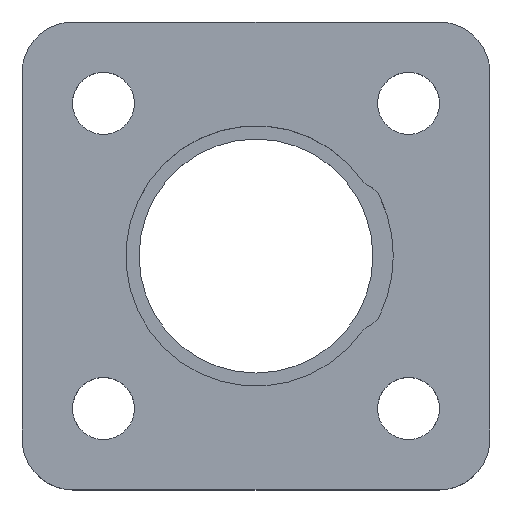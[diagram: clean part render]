
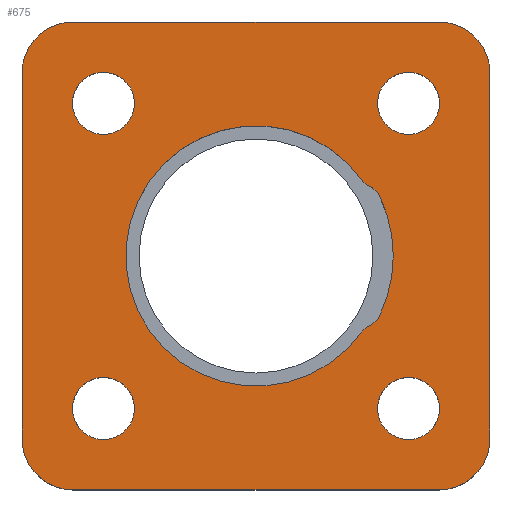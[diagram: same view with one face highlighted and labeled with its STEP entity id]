
A CAD part, top view. The second image highlights one B-rep face of the part: STEP entity #675.
In plain terms, the highlighted planar face has unit normal (0, 0, 1).
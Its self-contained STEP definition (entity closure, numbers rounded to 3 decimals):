
#17=PLANE('',#736);
#25=FACE_BOUND('',#95,.T.);
#26=FACE_BOUND('',#96,.T.);
#27=FACE_BOUND('',#97,.T.);
#28=FACE_BOUND('',#98,.T.);
#29=FACE_BOUND('',#99,.T.);
#62=FACE_OUTER_BOUND('',#94,.T.);
#94=EDGE_LOOP('',(#466,#467,#468,#469,#470,#471,#472,#473));
#95=EDGE_LOOP('',(#474,#475,#476,#477,#478,#479));
#96=EDGE_LOOP('',(#480,#481));
#97=EDGE_LOOP('',(#482,#483));
#98=EDGE_LOOP('',(#484,#485));
#99=EDGE_LOOP('',(#486,#487));
#146=LINE('',#1087,#184);
#147=LINE('',#1091,#185);
#148=LINE('',#1095,#186);
#149=LINE('',#1098,#187);
#184=VECTOR('',#846,10.);
#185=VECTOR('',#849,10.);
#186=VECTOR('',#852,10.);
#187=VECTOR('',#855,10.);
#216=CIRCLE('',#722,2.);
#219=CIRCLE('',#726,12.8);
#220=CIRCLE('',#728,2.);
#222=CIRCLE('',#731,13.5);
#224=CIRCLE('',#734,2.);
#226=CIRCLE('',#737,5.);
#227=CIRCLE('',#738,5.);
#228=CIRCLE('',#739,5.);
#229=CIRCLE('',#740,5.);
#230=CIRCLE('',#741,2.);
#231=CIRCLE('',#742,3.05);
#232=CIRCLE('',#743,3.05);
#233=CIRCLE('',#744,3.05);
#234=CIRCLE('',#745,3.05);
#235=CIRCLE('',#746,3.05);
#236=CIRCLE('',#747,3.05);
#237=CIRCLE('',#748,3.05);
#238=CIRCLE('',#749,3.05);
#268=VERTEX_POINT('',#1012);
#269=VERTEX_POINT('',#1013);
#273=VERTEX_POINT('',#1023);
#276=VERTEX_POINT('',#1065);
#278=VERTEX_POINT('',#1071);
#280=VERTEX_POINT('',#1077);
#282=VERTEX_POINT('',#1083);
#283=VERTEX_POINT('',#1084);
#284=VERTEX_POINT('',#1086);
#285=VERTEX_POINT('',#1088);
#286=VERTEX_POINT('',#1090);
#287=VERTEX_POINT('',#1092);
#288=VERTEX_POINT('',#1094);
#289=VERTEX_POINT('',#1096);
#290=VERTEX_POINT('',#1100);
#291=VERTEX_POINT('',#1101);
#292=VERTEX_POINT('',#1104);
#293=VERTEX_POINT('',#1105);
#294=VERTEX_POINT('',#1108);
#295=VERTEX_POINT('',#1109);
#296=VERTEX_POINT('',#1112);
#297=VERTEX_POINT('',#1113);
#342=EDGE_CURVE('',#268,#269,#216,.T.);
#348=EDGE_CURVE('',#268,#273,#219,.T.);
#351=EDGE_CURVE('',#276,#269,#220,.F.);
#354=EDGE_CURVE('',#278,#276,#222,.T.);
#357=EDGE_CURVE('',#280,#273,#224,.T.);
#360=EDGE_CURVE('',#282,#283,#226,.T.);
#361=EDGE_CURVE('',#282,#284,#146,.T.);
#362=EDGE_CURVE('',#285,#284,#227,.T.);
#363=EDGE_CURVE('',#285,#286,#147,.T.);
#364=EDGE_CURVE('',#287,#286,#228,.T.);
#365=EDGE_CURVE('',#287,#288,#148,.T.);
#366=EDGE_CURVE('',#289,#288,#229,.T.);
#367=EDGE_CURVE('',#289,#283,#149,.T.);
#368=EDGE_CURVE('',#280,#278,#230,.F.);
#369=EDGE_CURVE('',#290,#291,#231,.T.);
#370=EDGE_CURVE('',#291,#290,#232,.T.);
#371=EDGE_CURVE('',#292,#293,#233,.T.);
#372=EDGE_CURVE('',#293,#292,#234,.T.);
#373=EDGE_CURVE('',#294,#295,#235,.T.);
#374=EDGE_CURVE('',#295,#294,#236,.T.);
#375=EDGE_CURVE('',#296,#297,#237,.T.);
#376=EDGE_CURVE('',#297,#296,#238,.T.);
#466=ORIENTED_EDGE('',*,*,#360,.F.);
#467=ORIENTED_EDGE('',*,*,#361,.T.);
#468=ORIENTED_EDGE('',*,*,#362,.F.);
#469=ORIENTED_EDGE('',*,*,#363,.T.);
#470=ORIENTED_EDGE('',*,*,#364,.F.);
#471=ORIENTED_EDGE('',*,*,#365,.T.);
#472=ORIENTED_EDGE('',*,*,#366,.F.);
#473=ORIENTED_EDGE('',*,*,#367,.T.);
#474=ORIENTED_EDGE('',*,*,#342,.F.);
#475=ORIENTED_EDGE('',*,*,#348,.T.);
#476=ORIENTED_EDGE('',*,*,#357,.F.);
#477=ORIENTED_EDGE('',*,*,#368,.T.);
#478=ORIENTED_EDGE('',*,*,#354,.T.);
#479=ORIENTED_EDGE('',*,*,#351,.T.);
#480=ORIENTED_EDGE('',*,*,#369,.T.);
#481=ORIENTED_EDGE('',*,*,#370,.T.);
#482=ORIENTED_EDGE('',*,*,#371,.T.);
#483=ORIENTED_EDGE('',*,*,#372,.T.);
#484=ORIENTED_EDGE('',*,*,#373,.T.);
#485=ORIENTED_EDGE('',*,*,#374,.T.);
#486=ORIENTED_EDGE('',*,*,#375,.T.);
#487=ORIENTED_EDGE('',*,*,#376,.T.);
#675=ADVANCED_FACE('',(#62,#25,#26,#27,#28,#29),#17,.T.);
#722=AXIS2_PLACEMENT_3D('',#1014,#808,#809);
#726=AXIS2_PLACEMENT_3D('',#1025,#819,#820);
#728=AXIS2_PLACEMENT_3D('',#1066,#823,#824);
#731=AXIS2_PLACEMENT_3D('',#1072,#830,#831);
#734=AXIS2_PLACEMENT_3D('',#1078,#837,#838);
#736=AXIS2_PLACEMENT_3D('',#1082,#842,#843);
#737=AXIS2_PLACEMENT_3D('',#1085,#844,#845);
#738=AXIS2_PLACEMENT_3D('',#1089,#847,#848);
#739=AXIS2_PLACEMENT_3D('',#1093,#850,#851);
#740=AXIS2_PLACEMENT_3D('',#1097,#853,#854);
#741=AXIS2_PLACEMENT_3D('',#1099,#856,#857);
#742=AXIS2_PLACEMENT_3D('',#1102,#858,#859);
#743=AXIS2_PLACEMENT_3D('',#1103,#860,#861);
#744=AXIS2_PLACEMENT_3D('',#1106,#862,#863);
#745=AXIS2_PLACEMENT_3D('',#1107,#864,#865);
#746=AXIS2_PLACEMENT_3D('',#1110,#866,#867);
#747=AXIS2_PLACEMENT_3D('',#1111,#868,#869);
#748=AXIS2_PLACEMENT_3D('',#1114,#870,#871);
#749=AXIS2_PLACEMENT_3D('',#1115,#872,#873);
#808=DIRECTION('center_axis',(0.,0.,-1.));
#809=DIRECTION('ref_axis',(-0.632,0.775,0.));
#819=DIRECTION('center_axis',(0.,0.,-1.));
#820=DIRECTION('ref_axis',(1.,0.,0.));
#823=DIRECTION('center_axis',(0.,0.,1.));
#824=DIRECTION('ref_axis',(0.899,-0.438,0.));
#830=DIRECTION('center_axis',(0.,0.,-1.));
#831=DIRECTION('ref_axis',(1.,0.,0.));
#837=DIRECTION('center_axis',(0.,0.,-1.));
#838=DIRECTION('ref_axis',(-0.632,-0.775,0.));
#842=DIRECTION('center_axis',(0.,0.,1.));
#843=DIRECTION('ref_axis',(1.,0.,0.));
#844=DIRECTION('center_axis',(0.,0.,-1.));
#845=DIRECTION('ref_axis',(-0.707,0.707,0.));
#846=DIRECTION('',(0.,-1.,0.));
#847=DIRECTION('center_axis',(0.,0.,-1.));
#848=DIRECTION('ref_axis',(-0.707,-0.707,0.));
#849=DIRECTION('',(1.,0.,0.));
#850=DIRECTION('center_axis',(0.,0.,-1.));
#851=DIRECTION('ref_axis',(0.707,-0.707,0.));
#852=DIRECTION('',(0.,1.,0.));
#853=DIRECTION('center_axis',(0.,0.,-1.));
#854=DIRECTION('ref_axis',(0.707,0.707,0.));
#855=DIRECTION('',(-1.,0.,0.));
#856=DIRECTION('center_axis',(0.,0.,1.));
#857=DIRECTION('ref_axis',(0.899,0.438,0.));
#858=DIRECTION('center_axis',(0.,0.,-1.));
#859=DIRECTION('ref_axis',(1.,0.,0.));
#860=DIRECTION('center_axis',(0.,0.,-1.));
#861=DIRECTION('ref_axis',(1.,0.,0.));
#862=DIRECTION('center_axis',(0.,0.,-1.));
#863=DIRECTION('ref_axis',(1.,0.,0.));
#864=DIRECTION('center_axis',(0.,0.,-1.));
#865=DIRECTION('ref_axis',(1.,0.,0.));
#866=DIRECTION('center_axis',(0.,0.,-1.));
#867=DIRECTION('ref_axis',(1.,0.,0.));
#868=DIRECTION('center_axis',(0.,0.,-1.));
#869=DIRECTION('ref_axis',(1.,0.,0.));
#870=DIRECTION('center_axis',(0.,0.,-1.));
#871=DIRECTION('ref_axis',(1.,0.,0.));
#872=DIRECTION('center_axis',(0.,0.,-1.));
#873=DIRECTION('ref_axis',(1.,0.,0.));
#1012=CARTESIAN_POINT('',(10.367,-7.508,8.));
#1013=CARTESIAN_POINT('',(11.163,-6.858,8.));
#1014=CARTESIAN_POINT('Origin',(11.987,-8.681,8.));
#1023=CARTESIAN_POINT('',(10.367,7.508,8.));
#1025=CARTESIAN_POINT('Origin',(0.,0.,8.));
#1065=CARTESIAN_POINT('',(12.137,-5.912,8.));
#1066=CARTESIAN_POINT('Origin',(10.339,-5.036,8.));
#1071=CARTESIAN_POINT('',(12.137,5.912,8.));
#1072=CARTESIAN_POINT('Origin',(0.,0.,8.));
#1077=CARTESIAN_POINT('',(11.163,6.858,8.));
#1078=CARTESIAN_POINT('Origin',(11.987,8.681,8.));
#1082=CARTESIAN_POINT('Origin',(0.,0.,8.));
#1083=CARTESIAN_POINT('',(-23.,18.,8.));
#1084=CARTESIAN_POINT('',(-18.,23.,8.));
#1085=CARTESIAN_POINT('Origin',(-18.,18.,8.));
#1086=CARTESIAN_POINT('',(-23.,-18.,8.));
#1087=CARTESIAN_POINT('',(-23.,23.,8.));
#1088=CARTESIAN_POINT('',(-18.,-23.,8.));
#1089=CARTESIAN_POINT('Origin',(-18.,-18.,8.));
#1090=CARTESIAN_POINT('',(18.,-23.,8.));
#1091=CARTESIAN_POINT('',(-23.,-23.,8.));
#1092=CARTESIAN_POINT('',(23.,-18.,8.));
#1093=CARTESIAN_POINT('Origin',(18.,-18.,8.));
#1094=CARTESIAN_POINT('',(23.,18.,8.));
#1095=CARTESIAN_POINT('',(23.,-23.,8.));
#1096=CARTESIAN_POINT('',(18.,23.,8.));
#1097=CARTESIAN_POINT('Origin',(18.,18.,8.));
#1098=CARTESIAN_POINT('',(23.,23.,8.));
#1099=CARTESIAN_POINT('Origin',(10.339,5.036,8.));
#1100=CARTESIAN_POINT('',(18.05,-15.,8.));
#1101=CARTESIAN_POINT('',(11.95,-15.,8.));
#1102=CARTESIAN_POINT('Origin',(15.,-15.,8.));
#1103=CARTESIAN_POINT('Origin',(15.,-15.,8.));
#1104=CARTESIAN_POINT('',(-11.95,15.,8.));
#1105=CARTESIAN_POINT('',(-18.05,15.,8.));
#1106=CARTESIAN_POINT('Origin',(-15.,15.,8.));
#1107=CARTESIAN_POINT('Origin',(-15.,15.,8.));
#1108=CARTESIAN_POINT('',(18.05,15.,8.));
#1109=CARTESIAN_POINT('',(11.95,15.,8.));
#1110=CARTESIAN_POINT('Origin',(15.,15.,8.));
#1111=CARTESIAN_POINT('Origin',(15.,15.,8.));
#1112=CARTESIAN_POINT('',(-11.95,-15.,8.));
#1113=CARTESIAN_POINT('',(-18.05,-15.,8.));
#1114=CARTESIAN_POINT('Origin',(-15.,-15.,8.));
#1115=CARTESIAN_POINT('Origin',(-15.,-15.,8.));
